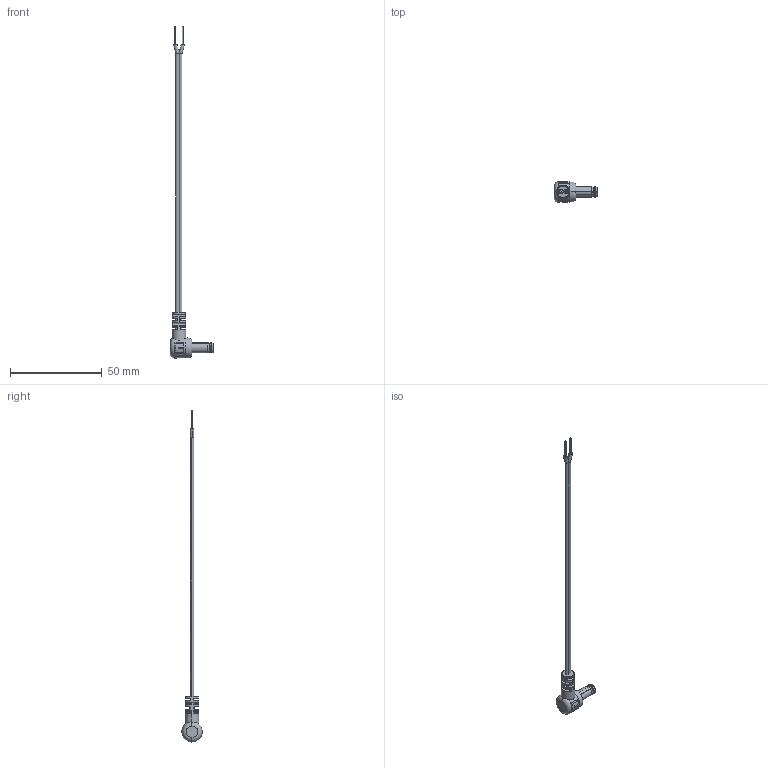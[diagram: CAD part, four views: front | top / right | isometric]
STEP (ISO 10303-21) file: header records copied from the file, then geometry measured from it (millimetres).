
FILE_DESCRIPTION (( 'STEP AP203' ), '1' );
FILE_NAME ('10-01061.step', '2016-09-15T23:44:49', ( '' ), ( '' ), 'SwSTEP 2.0', 'SolidWorks 2015', '' );
FILE_SCHEMA (( 'CONFIG_CONTROL_DESIGN' ));
Length unit declared in the file: millimetre
Products named in the file (7): 24-00006; 50-00187 shell; 50-00187 insulator; 50-00187 spring contact; 30-00003_wst; 10-01061; 50-00187
Assembly tree (6 placements, depth 3):
  10-01061
    30-00003_wst
    24-00006
    50-00187
      50-00187 insulator
      50-00187 shell
      50-00187 spring contact
Bounding box: 23.86 x 11 x 180.56 mm (x, y, z)
Volume: 2499.8 mm3; surface area: 7837.8 mm2
Topology: 61 solids, 61 shells, 612 faces, 1397 edges, 918 vertices
Faces by surface type: plane 242, cylinder 224, bspline 100, torus 26, cone 20
Entity records: 21538 total; most frequent: CARTESIAN_POINT 7317, ORIENTED_EDGE 2794, DIRECTION 2714, EDGE_CURVE 1397, AXIS2_PLACEMENT_3D 1112, VERTEX_POINT 918, EDGE_LOOP 681, ADVANCED_FACE 612
